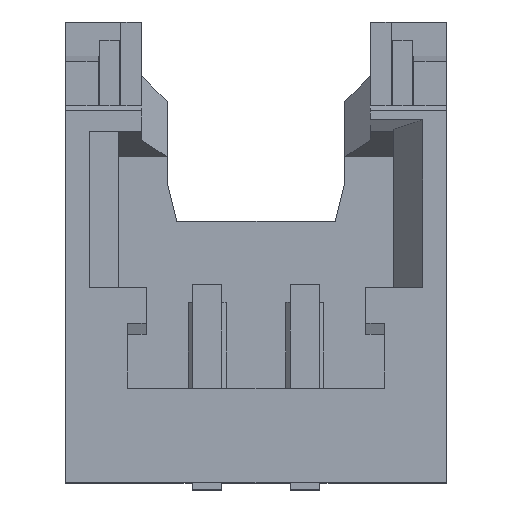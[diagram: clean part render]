
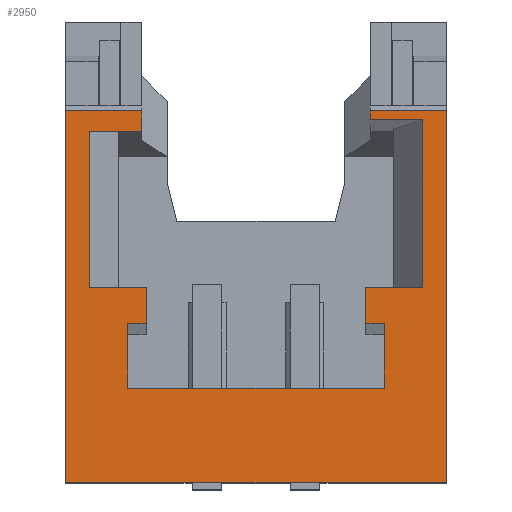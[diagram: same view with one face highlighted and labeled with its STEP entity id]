
A CAD part, top view. The second image highlights one B-rep face of the part: STEP entity #2950.
In plain terms, the highlighted planar face has unit normal (0, 0, 1).
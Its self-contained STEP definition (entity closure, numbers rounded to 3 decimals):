
#81=DIRECTION('',(1.,0.,0.));
#82=VECTOR('',#81,2.63);
#83=CARTESIAN_POINT('',(-1.315,-1.355,0.6));
#84=LINE('',#83,#82);
#141=DIRECTION('',(1.,0.,0.));
#142=VECTOR('',#141,3.9);
#143=CARTESIAN_POINT('',(-1.95,-2.325,0.6));
#144=LINE('',#143,#142);
#145=DIRECTION('',(0.,-1.,0.));
#146=VECTOR('',#145,3.81);
#147=CARTESIAN_POINT('',(-1.95,1.485,0.6));
#148=LINE('',#147,#146);
#149=DIRECTION('',(0.,1.,0.));
#150=VECTOR('',#149,0.365);
#151=CARTESIAN_POINT('',(-1.125,-0.69,0.6));
#152=LINE('',#151,#150);
#153=DIRECTION('',(1.,0.,0.));
#154=VECTOR('',#153,0.19);
#155=CARTESIAN_POINT('',(-1.315,-0.69,0.6));
#156=LINE('',#155,#154);
#157=DIRECTION('',(0.,1.,0.));
#158=VECTOR('',#157,0.665);
#159=CARTESIAN_POINT('',(-1.315,-1.355,0.6));
#160=LINE('',#159,#158);
#161=DIRECTION('',(1.,0.,0.));
#162=VECTOR('',#161,0.19);
#163=CARTESIAN_POINT('',(1.125,-0.69,0.6));
#164=LINE('',#163,#162);
#165=DIRECTION('',(0.,-1.,0.));
#166=VECTOR('',#165,0.365);
#167=CARTESIAN_POINT('',(1.125,-0.325,0.6));
#168=LINE('',#167,#166);
#169=DIRECTION('',(-1.,0.,0.));
#170=VECTOR('',#169,0.58);
#171=CARTESIAN_POINT('',(1.705,-0.325,0.6));
#172=LINE('',#171,#170);
#173=DIRECTION('',(0.,-1.,0.));
#174=VECTOR('',#173,1.72);
#175=CARTESIAN_POINT('',(1.705,1.395,0.6));
#176=LINE('',#175,#174);
#177=DIRECTION('',(0.,-1.,0.));
#178=VECTOR('',#177,0.09);
#179=CARTESIAN_POINT('',(1.17,1.485,0.6));
#180=LINE('',#179,#178);
#181=DIRECTION('',(0.,1.,0.));
#182=VECTOR('',#181,3.81);
#183=CARTESIAN_POINT('',(1.95,-2.325,0.6));
#184=LINE('',#183,#182);
#409=DIRECTION('',(0.,-1.,0.));
#410=VECTOR('',#409,0.21);
#411=CARTESIAN_POINT('',(-1.17,1.485,0.6));
#412=LINE('',#411,#410);
#437=DIRECTION('',(1.,0.,0.));
#438=VECTOR('',#437,0.78);
#439=CARTESIAN_POINT('',(-1.95,1.485,0.6));
#440=LINE('',#439,#438);
#1123=DIRECTION('',(1.,0.,0.));
#1124=VECTOR('',#1123,0.58);
#1125=CARTESIAN_POINT('',(-1.705,-0.325,0.6));
#1126=LINE('',#1125,#1124);
#1167=DIRECTION('',(0.,-1.,0.));
#1168=VECTOR('',#1167,1.6);
#1169=CARTESIAN_POINT('',(-1.705,1.275,0.6));
#1170=LINE('',#1169,#1168);
#1191=DIRECTION('',(-1.,0.,0.));
#1192=VECTOR('',#1191,0.535);
#1193=CARTESIAN_POINT('',(-1.17,1.275,0.6));
#1194=LINE('',#1193,#1192);
#1367=DIRECTION('',(1.,0.,0.));
#1368=VECTOR('',#1367,0.78);
#1369=CARTESIAN_POINT('',(1.17,1.485,0.6));
#1370=LINE('',#1369,#1368);
#1601=DIRECTION('',(-1.,0.,0.));
#1602=VECTOR('',#1601,0.535);
#1603=CARTESIAN_POINT('',(1.705,1.395,0.6));
#1604=LINE('',#1603,#1602);
#1737=DIRECTION('',(0.,1.,0.));
#1738=VECTOR('',#1737,0.665);
#1739=CARTESIAN_POINT('',(1.315,-1.355,0.6));
#1740=LINE('',#1739,#1738);
#2097=CARTESIAN_POINT('',(-1.315,-1.355,0.6));
#2098=CARTESIAN_POINT('',(1.315,-1.355,0.6));
#2099=VERTEX_POINT('',#2097);
#2100=VERTEX_POINT('',#2098);
#2137=CARTESIAN_POINT('',(1.95,-2.325,0.6));
#2138=VERTEX_POINT('',#2137);
#2139=CARTESIAN_POINT('',(-1.95,-2.325,0.6));
#2140=VERTEX_POINT('',#2139);
#2219=CARTESIAN_POINT('',(1.95,1.485,0.6));
#2220=VERTEX_POINT('',#2219);
#2221=CARTESIAN_POINT('',(1.17,1.485,0.6));
#2222=VERTEX_POINT('',#2221);
#2223=CARTESIAN_POINT('',(1.17,1.395,0.6));
#2224=VERTEX_POINT('',#2223);
#2225=CARTESIAN_POINT('',(1.705,1.395,0.6));
#2226=VERTEX_POINT('',#2225);
#2227=CARTESIAN_POINT('',(1.705,-0.325,0.6));
#2228=VERTEX_POINT('',#2227);
#2229=CARTESIAN_POINT('',(1.125,-0.325,0.6));
#2230=VERTEX_POINT('',#2229);
#2231=CARTESIAN_POINT('',(1.125,-0.69,0.6));
#2232=VERTEX_POINT('',#2231);
#2233=CARTESIAN_POINT('',(1.315,-0.69,0.6));
#2234=VERTEX_POINT('',#2233);
#2235=CARTESIAN_POINT('',(-1.315,-0.69,0.6));
#2236=VERTEX_POINT('',#2235);
#2237=CARTESIAN_POINT('',(-1.125,-0.69,0.6));
#2238=VERTEX_POINT('',#2237);
#2239=CARTESIAN_POINT('',(-1.125,-0.325,0.6));
#2240=VERTEX_POINT('',#2239);
#2241=CARTESIAN_POINT('',(-1.705,-0.325,0.6));
#2242=VERTEX_POINT('',#2241);
#2243=CARTESIAN_POINT('',(-1.705,1.275,0.6));
#2244=VERTEX_POINT('',#2243);
#2245=CARTESIAN_POINT('',(-1.17,1.275,0.6));
#2246=VERTEX_POINT('',#2245);
#2247=CARTESIAN_POINT('',(-1.17,1.485,0.6));
#2248=VERTEX_POINT('',#2247);
#2249=CARTESIAN_POINT('',(-1.95,1.485,0.6));
#2250=VERTEX_POINT('',#2249);
#2904=CARTESIAN_POINT('',(0.,-2.325,0.6));
#2905=DIRECTION('',(0.,0.,-1.));
#2906=DIRECTION('',(-1.,0.,0.));
#2907=AXIS2_PLACEMENT_3D('',#2904,#2905,#2906);
#2908=PLANE('',#2907);
#2910=ORIENTED_EDGE('',*,*,#2909,.F.);
#2912=ORIENTED_EDGE('',*,*,#2911,.F.);
#2914=ORIENTED_EDGE('',*,*,#2913,.T.);
#2916=ORIENTED_EDGE('',*,*,#2915,.T.);
#2918=ORIENTED_EDGE('',*,*,#2917,.T.);
#2920=ORIENTED_EDGE('',*,*,#2919,.T.);
#2922=ORIENTED_EDGE('',*,*,#2921,.T.);
#2924=ORIENTED_EDGE('',*,*,#2923,.F.);
#2926=ORIENTED_EDGE('',*,*,#2925,.F.);
#2928=ORIENTED_EDGE('',*,*,#2927,.F.);
#2929=ORIENTED_EDGE('',*,*,#2868,.T.);
#2931=ORIENTED_EDGE('',*,*,#2930,.T.);
#2933=ORIENTED_EDGE('',*,*,#2932,.F.);
#2935=ORIENTED_EDGE('',*,*,#2934,.F.);
#2937=ORIENTED_EDGE('',*,*,#2936,.F.);
#2939=ORIENTED_EDGE('',*,*,#2938,.F.);
#2941=ORIENTED_EDGE('',*,*,#2940,.T.);
#2943=ORIENTED_EDGE('',*,*,#2942,.F.);
#2945=ORIENTED_EDGE('',*,*,#2944,.T.);
#2947=ORIENTED_EDGE('',*,*,#2946,.F.);
#2948=EDGE_LOOP('',(#2910,#2912,#2914,#2916,#2918,#2920,#2922,#2924,#2926,#2928,
#2929,#2931,#2933,#2935,#2937,#2939,#2941,#2943,#2945,#2947));
#2949=FACE_OUTER_BOUND('',#2948,.F.);
#2950=ADVANCED_FACE('',(#2949),#2908,.F.);
#2868=EDGE_CURVE('',#2099,#2100,#84,.T.);
#2909=EDGE_CURVE('',#2140,#2138,#144,.T.);
#2911=EDGE_CURVE('',#2250,#2140,#148,.T.);
#2913=EDGE_CURVE('',#2250,#2248,#440,.T.);
#2915=EDGE_CURVE('',#2248,#2246,#412,.T.);
#2917=EDGE_CURVE('',#2246,#2244,#1194,.T.);
#2919=EDGE_CURVE('',#2244,#2242,#1170,.T.);
#2921=EDGE_CURVE('',#2242,#2240,#1126,.T.);
#2923=EDGE_CURVE('',#2238,#2240,#152,.T.);
#2925=EDGE_CURVE('',#2236,#2238,#156,.T.);
#2927=EDGE_CURVE('',#2099,#2236,#160,.T.);
#2930=EDGE_CURVE('',#2100,#2234,#1740,.T.);
#2932=EDGE_CURVE('',#2232,#2234,#164,.T.);
#2934=EDGE_CURVE('',#2230,#2232,#168,.T.);
#2936=EDGE_CURVE('',#2228,#2230,#172,.T.);
#2938=EDGE_CURVE('',#2226,#2228,#176,.T.);
#2940=EDGE_CURVE('',#2226,#2224,#1604,.T.);
#2942=EDGE_CURVE('',#2222,#2224,#180,.T.);
#2944=EDGE_CURVE('',#2222,#2220,#1370,.T.);
#2946=EDGE_CURVE('',#2138,#2220,#184,.T.);
